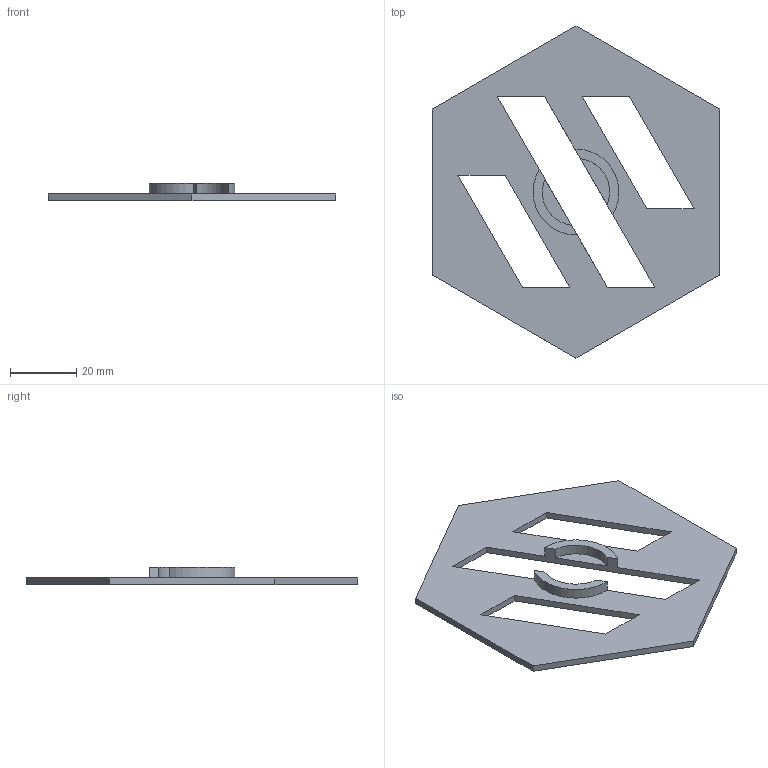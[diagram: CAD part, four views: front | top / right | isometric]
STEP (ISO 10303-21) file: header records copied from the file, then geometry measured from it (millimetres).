
FILE_DESCRIPTION(('HOOPS Exchange Step'),'2;1');
FILE_NAME('temp_export','2020-11-04T15:26:45-06:00',('mobile'),('Shapr3D Limited'),'HOOPS Exchange 2020.2','Shapr3D','Authorized');
FILE_SCHEMA( ('AP203_CONFIGURATION_CONTROLLED_3D_DESIGN_OF_MECHANICAL_PARTS_AND_ASSEMBLIES_MIM_LF') );
Length unit declared in the file: millimetre
Products named in the file (1): Deck Logo
Bounding box: 87 x 100.46 x 5.2 mm (x, y, z)
Volume: 9939.2 mm3; surface area: 11216 mm2
Topology: 1 solids, 1 shells, 29 faces, 81 edges, 54 vertices
Faces by surface type: plane 24, cylinder 5
Entity records: 961 total; most frequent: CARTESIAN_POINT 165, ORIENTED_EDGE 162, DIRECTION 151, EDGE_CURVE 81, VECTOR 71, LINE 71, VERTEX_POINT 54, AXIS2_PLACEMENT_3D 40
